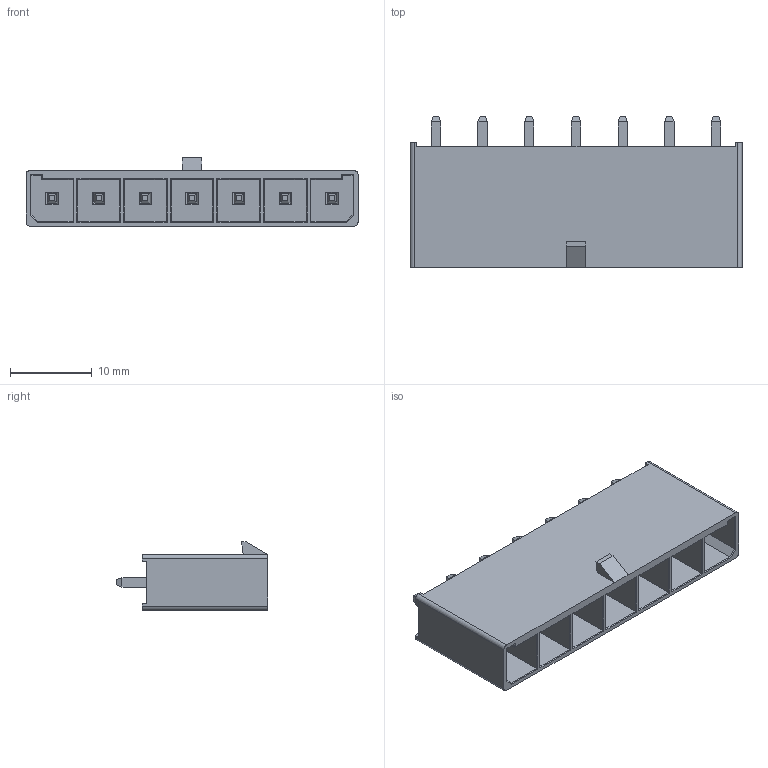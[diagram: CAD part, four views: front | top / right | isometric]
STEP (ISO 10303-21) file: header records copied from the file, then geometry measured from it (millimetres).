
FILE_DESCRIPTION(/* description */ ('Unknown'),/* implementation_level */ '2;1');
FILE_NAME(/* name */ '657007130201',/* time_stamp */ '2022-10-12T14:58:40+02:00',/* author */ ('Unknown'),/* organization */ ('Unknown'),/* preprocessor_version */ 'ST-DEVELOPER v16.7',/* originating_system */ 'Solid Edge',/* authorisation */ 'Unknown');
FILE_SCHEMA (('AUTOMOTIVE_DESIGN {1 0 10303 214 3 1 1}'));
Length unit declared in the file: millimetre
Products named in the file (3): 6570xx130201; 657007130201; 6570xx140201_Pin
Assembly tree (8 placements, depth 2):
  6570xx130201
    657007130201
    6570xx140201_Pin  x7
Bounding box: 40.55 x 18.5 x 8.35 mm (x, y, z)
Volume: 1906.8 mm3; surface area: 4605.9 mm2
Topology: 8 solids, 8 shells, 392 faces, 911 edges, 554 vertices
Faces by surface type: plane 360, cylinder 32
Entity records: 8847 total; most frequent: CARTESIAN_POINT 1518, ORIENTED_EDGE 1486, DIRECTION 1441, EDGE_CURVE 743, LINE 679, VECTOR 679, VERTEX_POINT 458, AXIS2_PLACEMENT_3D 381
